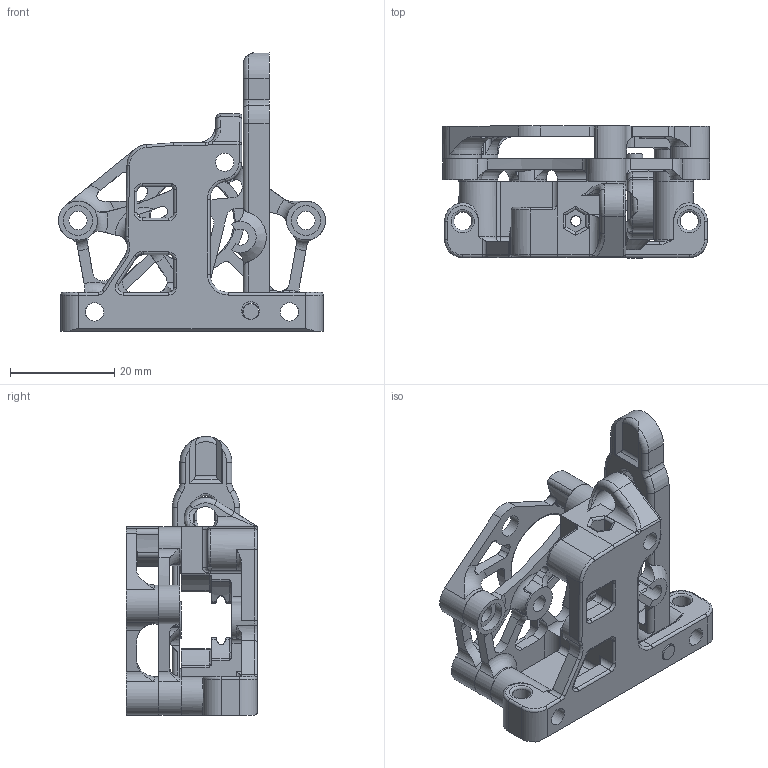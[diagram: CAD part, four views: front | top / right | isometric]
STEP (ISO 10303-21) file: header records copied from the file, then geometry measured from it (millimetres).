
FILE_DESCRIPTION(/* description */ (''),/* implementation_level */ '2;1');
FILE_NAME(/* name */ 'Kami Mini-refactored.step',/* time_stamp */ '2022-05-28T10:41:56+02:00',/* author */ (''),/* organization */ (''),/* preprocessor_version */ 'ST-DEVELOPER v19',/* originating_system */ 'Autodesk Translation Framework v11.7.0.108',/* authorisation */ '');
FILE_SCHEMA (('AUTOMOTIVE_DESIGN { 1 0 10303 214 3 1 1 }'));
Length unit declared in the file: millimetre
Products named in the file (6): Untitled; Back Plate; Tension Gear Latch; Latch Pin; Mid Plate; Front Plate
Assembly tree (5 placements, depth 3):
  Untitled
    Back Plate
    Tension Gear Latch
      Latch Pin
    Mid Plate
    Front Plate
Bounding box: 51.34 x 25.34 x 53.62 mm (x, y, z)
Volume: 12461.5 mm3; surface area: 13408.4 mm2
Topology: 5 solids, 5 shells, 560 faces, 1569 edges, 1002 vertices
Faces by surface type: cylinder 280, plane 162, torus 98, bspline 8, cone 7, sphere 5
Full cylindrical faces by diameter (mm): 2 x2, 3 x1, 3.2 x2, 3.3 x2, 3.4 x2, 3.5 x12, 4.2 x1, 4.3 x1, 4.6 x1, 4.7 x4, 5.69 x2, 7.1 x1, 7.5 x8, 16.2 x1
Entity records: 20163 total; most frequent: CARTESIAN_POINT 5252, DIRECTION 3173, ORIENTED_EDGE 3134, EDGE_CURVE 1567, AXIS2_PLACEMENT_3D 1254, VERTEX_POINT 1002, LINE 665, VECTOR 665
